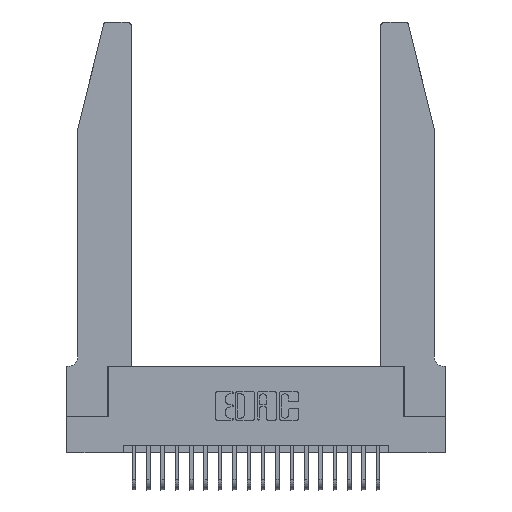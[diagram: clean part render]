
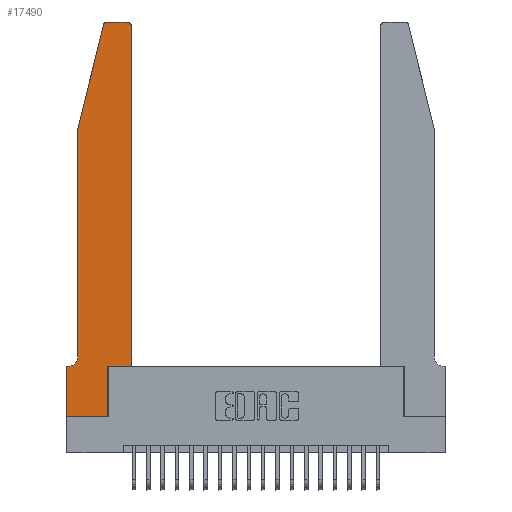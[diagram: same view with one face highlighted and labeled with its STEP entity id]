
A CAD part, top view. The second image highlights one B-rep face of the part: STEP entity #17490.
In plain terms, the highlighted planar face has unit normal (0, 0, 1).
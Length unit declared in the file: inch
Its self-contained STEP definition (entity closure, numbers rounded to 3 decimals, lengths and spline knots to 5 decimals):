
#92 = LINE ( 'NONE', #14211, #13004 ) ;
#395 = ORIENTED_EDGE ( 'NONE', *, *, #5986, .T. ) ;
#785 = PLANE ( 'NONE',  #18432 ) ;
#793 = CARTESIAN_POINT ( 'NONE',  ( 0.0055, 0.35, 0.37 ) ) ;
#894 = ORIENTED_EDGE ( 'NONE', *, *, #17015, .T. ) ;
#980 = LINE ( 'NONE', #2048, #18232 ) ;
#996 = VECTOR ( 'NONE', #13740, 39.37008 ) ;
#1122 = EDGE_CURVE ( 'NONE', #9452, #4256, #1686, .T. ) ;
#1454 = VERTEX_POINT ( 'NONE', #793 ) ;
#1584 = EDGE_CURVE ( 'NONE', #1454, #16573, #1666, .T. ) ;
#1666 = LINE ( 'NONE', #3122, #5607 ) ;
#1686 = LINE ( 'NONE', #11889, #18409 ) ;
#1910 = VERTEX_POINT ( 'NONE', #21258 ) ;
#1986 = EDGE_CURVE ( 'NONE', #18296, #1910, #15000, .T. ) ;
#2048 = CARTESIAN_POINT ( 'NONE',  ( 0.0755, 2., 0.37 ) ) ;
#2479 = DIRECTION ( 'NONE',  ( 1., 0., 0. ) ) ;
#2717 = ORIENTED_EDGE ( 'NONE', *, *, #14134, .T. ) ;
#3122 = CARTESIAN_POINT ( 'NONE',  ( 0.0755, 0.35, 0.37 ) ) ;
#3286 = CIRCLE ( 'NONE', #17441, 0.03 ) ;
#3315 = LINE ( 'NONE', #19073, #16182 ) ;
#3693 = CARTESIAN_POINT ( 'NONE',  ( 0.2605, 2.75, 0.37 ) ) ;
#4256 = VERTEX_POINT ( 'NONE', #20493 ) ;
#4576 = EDGE_LOOP ( 'NONE', ( #15261, #21064, #8634, #395, #14432, #15749, #13698, #13464, #894, #14811, #20608, #2717 ) ) ;
#5607 = VECTOR ( 'NONE', #20908, 39.37008 ) ;
#5706 = DIRECTION ( 'NONE',  ( 0., 1., 0. ) ) ;
#5986 = EDGE_CURVE ( 'NONE', #14271, #15963, #980, .T. ) ;
#5993 = LINE ( 'NONE', #3693, #996 ) ;
#6066 = VECTOR ( 'NONE', #19218, 39.37008 ) ;
#6108 = EDGE_CURVE ( 'NONE', #1910, #14271, #3315, .T. ) ;
#6320 = CARTESIAN_POINT ( 'NONE',  ( 0.284, 2.75, 0.37 ) ) ;
#7187 = DIRECTION ( 'NONE',  ( 0., 0., 1. ) ) ;
#7437 = DIRECTION ( 'NONE',  ( -0.239, -0.971, 0. ) ) ;
#7455 = CARTESIAN_POINT ( 'NONE',  ( 0.4505, 2.72, 0.37 ) ) ;
#7519 = AXIS2_PLACEMENT_3D ( 'NONE', #19917, #9974, #21535 ) ;
#7757 = VECTOR ( 'NONE', #8821, 39.37008 ) ;
#7937 = CARTESIAN_POINT ( 'NONE',  ( 0.4205, 2.75, 0.37 ) ) ;
#8634 = ORIENTED_EDGE ( 'NONE', *, *, #6108, .T. ) ;
#8821 = DIRECTION ( 'NONE',  ( 0., -1., 0. ) ) ;
#8835 = DIRECTION ( 'NONE',  ( 0., -1., 0. ) ) ;
#9104 = EDGE_CURVE ( 'NONE', #15963, #1454, #21089, .T. ) ;
#9285 = CARTESIAN_POINT ( 'NONE',  ( 0.2865, 0.35, 0.37 ) ) ;
#9452 = VERTEX_POINT ( 'NONE', #13731 ) ;
#9543 = DIRECTION ( 'NONE',  ( 0., 0., -1. ) ) ;
#9963 = VECTOR ( 'NONE', #13737, 39.37008 ) ;
#9974 = DIRECTION ( 'NONE',  ( 0., 0., 1. ) ) ;
#10925 = CARTESIAN_POINT ( 'NONE',  ( 0.0755, 0.42, 0.37 ) ) ;
#11051 = LINE ( 'NONE', #9285, #6066 ) ;
#11193 = EDGE_CURVE ( 'NONE', #4256, #12365, #92, .T. ) ;
#11292 = CARTESIAN_POINT ( 'NONE',  ( 0., 0., 0.37 ) ) ;
#11889 = CARTESIAN_POINT ( 'NONE',  ( 0.4505, 0.35, 0.37 ) ) ;
#12060 = CARTESIAN_POINT ( 'NONE',  ( 0., 0., 0.37 ) ) ;
#12365 = VERTEX_POINT ( 'NONE', #7455 ) ;
#12531 = DIRECTION ( 'NONE',  ( 0., 0., 1. ) ) ;
#12679 = CARTESIAN_POINT ( 'NONE',  ( 0.0755, 2., 0.37 ) ) ;
#13004 = VECTOR ( 'NONE', #5706, 39.37008 ) ;
#13316 = VERTEX_POINT ( 'NONE', #11292 ) ;
#13464 = ORIENTED_EDGE ( 'NONE', *, *, #17997, .T. ) ;
#13698 = ORIENTED_EDGE ( 'NONE', *, *, #21570, .T. ) ;
#13731 = CARTESIAN_POINT ( 'NONE',  ( 0.2865, 0.35, 0.37 ) ) ;
#13737 = DIRECTION ( 'NONE',  ( 1., 0., 0. ) ) ;
#13740 = DIRECTION ( 'NONE',  ( -1., 0., 0. ) ) ;
#13832 = CARTESIAN_POINT ( 'NONE',  ( 0., 0., 0.37 ) ) ;
#14134 = EDGE_CURVE ( 'NONE', #12365, #17658, #3286, .T. ) ;
#14211 = CARTESIAN_POINT ( 'NONE',  ( 0.4505, 0.35, 0.37 ) ) ;
#14271 = VERTEX_POINT ( 'NONE', #12679 ) ;
#14432 = ORIENTED_EDGE ( 'NONE', *, *, #9104, .T. ) ;
#14505 = DIRECTION ( 'NONE',  ( 1., 0., 0. ) ) ;
#14811 = ORIENTED_EDGE ( 'NONE', *, *, #1122, .T. ) ;
#15000 = CIRCLE ( 'NONE', #7519, 0.03 ) ;
#15261 = ORIENTED_EDGE ( 'NONE', *, *, #18407, .T. ) ;
#15467 = FACE_OUTER_BOUND ( 'NONE', #4576, .T. ) ;
#15749 = ORIENTED_EDGE ( 'NONE', *, *, #1584, .T. ) ;
#15963 = VERTEX_POINT ( 'NONE', #10925 ) ;
#16182 = VECTOR ( 'NONE', #7437, 39.37008 ) ;
#16573 = VERTEX_POINT ( 'NONE', #17457 ) ;
#17015 = EDGE_CURVE ( 'NONE', #20405, #9452, #11051, .T. ) ;
#17169 = CARTESIAN_POINT ( 'NONE',  ( 0.4205, 2.72, 0.37 ) ) ;
#17441 = AXIS2_PLACEMENT_3D ( 'NONE', #17169, #7187, #18834 ) ;
#17457 = CARTESIAN_POINT ( 'NONE',  ( 0., 0.35, 0.37 ) ) ;
#17469 = CARTESIAN_POINT ( 'NONE',  ( 0., 0.35, 0.37 ) ) ;
#17490 = ADVANCED_FACE ( 'NONE', ( #15467 ), #785, .T. ) ;
#17658 = VERTEX_POINT ( 'NONE', #7937 ) ;
#17997 = EDGE_CURVE ( 'NONE', #13316, #20405, #19326, .T. ) ;
#18065 = AXIS2_PLACEMENT_3D ( 'NONE', #19490, #9543, #21105 ) ;
#18232 = VECTOR ( 'NONE', #8835, 39.37008 ) ;
#18296 = VERTEX_POINT ( 'NONE', #6320 ) ;
#18407 = EDGE_CURVE ( 'NONE', #17658, #18296, #5993, .T. ) ;
#18409 = VECTOR ( 'NONE', #14505, 39.37008 ) ;
#18432 = AXIS2_PLACEMENT_3D ( 'NONE', #17469, #12531, #2479 ) ;
#18834 = DIRECTION ( 'NONE',  ( 1., 0., 0. ) ) ;
#19073 = CARTESIAN_POINT ( 'NONE',  ( 0.0755, 2., 0.37 ) ) ;
#19218 = DIRECTION ( 'NONE',  ( 0., 1., 0. ) ) ;
#19326 = LINE ( 'NONE', #12060, #9963 ) ;
#19490 = CARTESIAN_POINT ( 'NONE',  ( 0.0055, 0.42, 0.37 ) ) ;
#19619 = CARTESIAN_POINT ( 'NONE',  ( 0.2865, 0., 0.37 ) ) ;
#19917 = CARTESIAN_POINT ( 'NONE',  ( 0.284, 2.72, 0.37 ) ) ;
#19962 = LINE ( 'NONE', #13832, #7757 ) ;
#20405 = VERTEX_POINT ( 'NONE', #19619 ) ;
#20493 = CARTESIAN_POINT ( 'NONE',  ( 0.4505, 0.35, 0.37 ) ) ;
#20608 = ORIENTED_EDGE ( 'NONE', *, *, #11193, .T. ) ;
#20908 = DIRECTION ( 'NONE',  ( -1., 0., 0. ) ) ;
#21064 = ORIENTED_EDGE ( 'NONE', *, *, #1986, .T. ) ;
#21089 = CIRCLE ( 'NONE', #18065, 0.07 ) ;
#21105 = DIRECTION ( 'NONE',  ( -1., 0., 0. ) ) ;
#21258 = CARTESIAN_POINT ( 'NONE',  ( 0.25487, 2.72718, 0.37 ) ) ;
#21535 = DIRECTION ( 'NONE',  ( 1., 0., 0. ) ) ;
#21570 = EDGE_CURVE ( 'NONE', #16573, #13316, #19962, .T. ) ;
